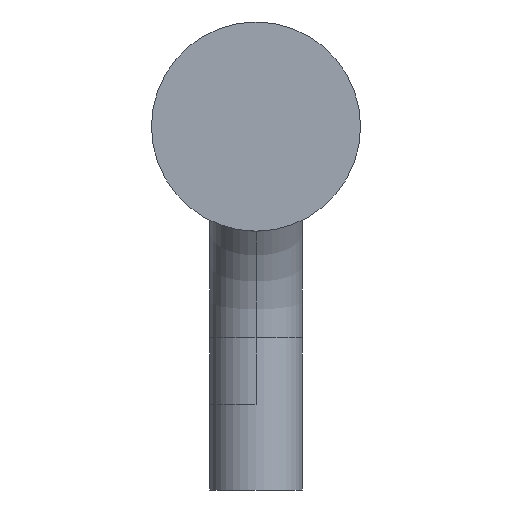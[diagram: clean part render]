
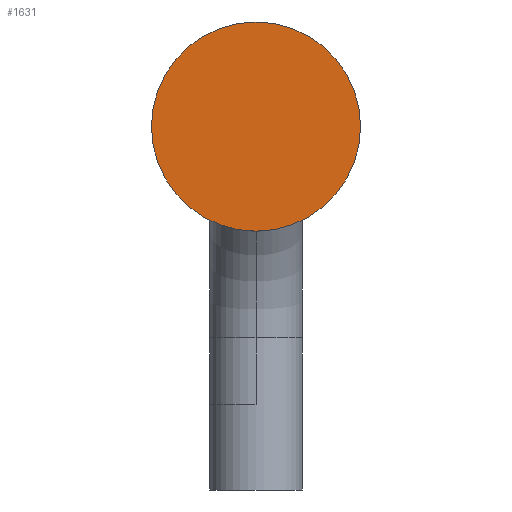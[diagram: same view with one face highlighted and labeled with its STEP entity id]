
A CAD part, front view. The second image highlights one B-rep face of the part: STEP entity #1631.
In plain terms, the highlighted planar face has unit normal (0, -1, 0).
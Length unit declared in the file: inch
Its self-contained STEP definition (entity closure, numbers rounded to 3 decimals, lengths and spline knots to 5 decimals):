
#2=CARTESIAN_POINT('',(0.,0.,0.));
#3=DIRECTION('',(0.,-1.,0.));
#4=DIRECTION('',(1.,0.,0.));
#5=AXIS2_PLACEMENT_3D('',#2,#3,#4);
#25=CARTESIAN_POINT('',(0.,0.,0.));
#26=DIRECTION('',(0.,1.,0.));
#27=DIRECTION('',(1.,0.,0.));
#28=AXIS2_PLACEMENT_3D('',#25,#26,#27);
#1268=CARTESIAN_POINT('',(0.99,0.,0.));
#1269=CARTESIAN_POINT('',(-0.99,0.,0.));
#1270=VERTEX_POINT('',#1268);
#1271=VERTEX_POINT('',#1269);
#1620=CARTESIAN_POINT('',(0.,0.,0.));
#1621=DIRECTION('',(0.,-1.,0.));
#1622=DIRECTION('',(-1.,0.,0.));
#1623=AXIS2_PLACEMENT_3D('',#1620,#1621,#1622);
#1624=PLANE('',#1623);
#1626=ORIENTED_EDGE('',*,*,#1625,.F.);
#1628=ORIENTED_EDGE('',*,*,#1627,.T.);
#1629=EDGE_LOOP('',(#1626,#1628));
#1630=FACE_OUTER_BOUND('',#1629,.F.);
#1631=ADVANCED_FACE('',(#1630),#1624,.T.);
#6=CIRCLE('',#5,0.99);
#29=CIRCLE('',#28,0.99);
#1625=EDGE_CURVE('',#1270,#1271,#6,.T.);
#1627=EDGE_CURVE('',#1270,#1271,#29,.T.);
